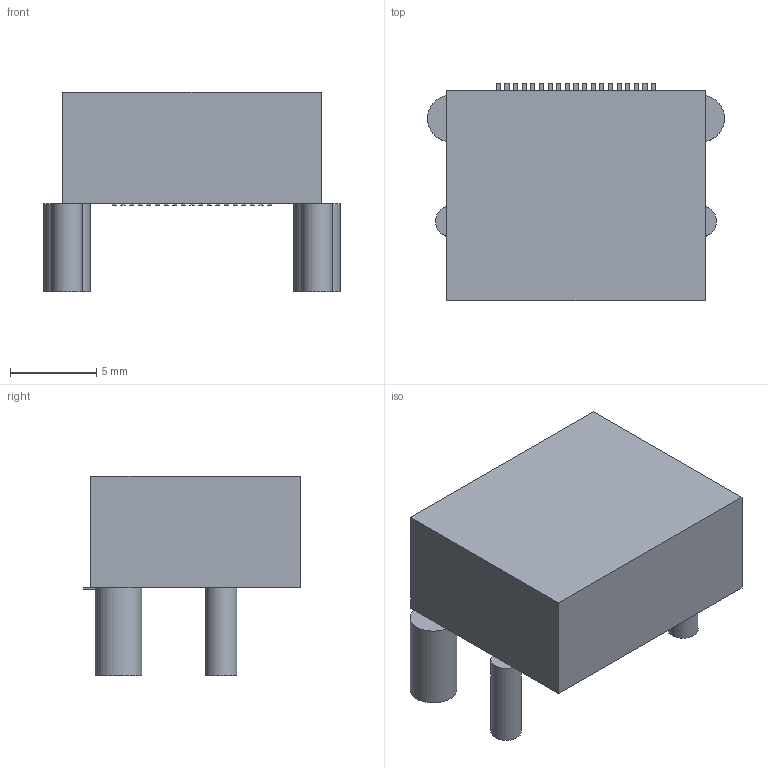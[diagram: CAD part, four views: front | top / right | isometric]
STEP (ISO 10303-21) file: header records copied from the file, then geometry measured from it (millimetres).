
FILE_DESCRIPTION(('FreeCAD Model'),'2;1');
FILE_NAME('3915708.1.3.stp','2020-04-11T10:49:31',( 'Author'),(''),'Open CASCADE STEP processor 6.9','FreeCAD','Unknown' );
FILE_SCHEMA(('AUTOMOTIVE_DESIGN { 1 0 10303 214 1 1 1 1 }'));
Length unit declared in the file: millimetre
Products named in the file (4): ASSEMBLY; Body; Pins; Leads
Assembly tree (6 placements, depth 2):
  ASSEMBLY
    Body
    Pins
    Leads  x4
Bounding box: 17.21 x 12.58 x 11.54 mm (x, y, z)
Volume: 1513 mm3; surface area: 1457.5 mm2
Topology: 36 solids, 36 shells, 168 faces, 288 edges, 192 vertices
Faces by surface type: plane 152, cylinder 16
Full cylindrical faces by diameter (mm): 1.792 x8, 2.709 x8
Entity records: 6803 total; most frequent: CARTESIAN_POINT 1063, DIRECTION 1042, LINE 740, VECTOR 740, ORIENTED_EDGE 504, PCURVE 504, DEFINITIONAL_REPRESENTATION 504, EDGE_CURVE 252
